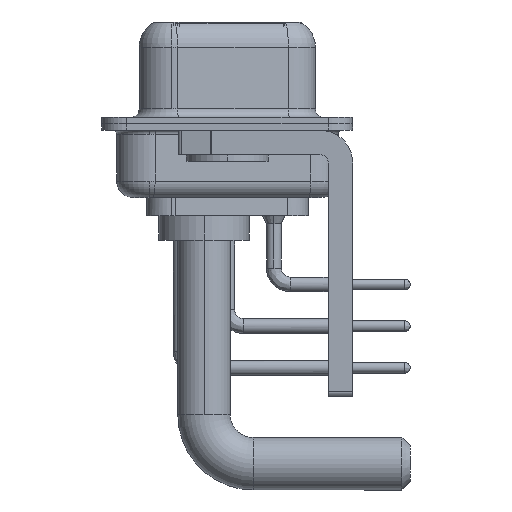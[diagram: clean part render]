
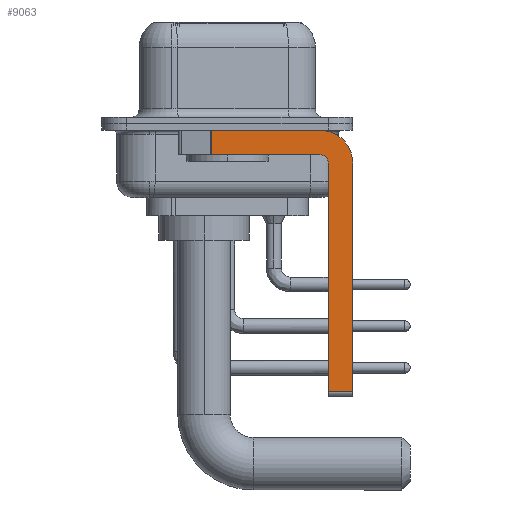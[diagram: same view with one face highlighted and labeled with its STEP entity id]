
A CAD part, left-side view. The second image highlights one B-rep face of the part: STEP entity #9063.
In plain terms, the highlighted planar face has unit normal (-1, 0, 0).
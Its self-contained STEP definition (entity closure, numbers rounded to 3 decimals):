
#148 = CARTESIAN_POINT ( 'NONE',  ( -2.9, -6.15, -2.4 ) ) ;
#709 = VECTOR ( 'NONE', #30190, 1000. ) ;
#805 = CARTESIAN_POINT ( 'NONE',  ( -2.9, -5.65, -2.4 ) ) ;
#1421 = DIRECTION ( 'NONE',  ( 0., -1., 0. ) ) ;
#1923 = DIRECTION ( 'NONE',  ( 0., 0., -1. ) ) ;
#2094 = CARTESIAN_POINT ( 'NONE',  ( -2.9, -7.65, -2.4 ) ) ;
#2734 = VERTEX_POINT ( 'NONE', #6961 ) ;
#2888 = ORIENTED_EDGE ( 'NONE', *, *, #22589, .F. ) ;
#3085 = LINE ( 'NONE', #26485, #15586 ) ;
#3180 = ORIENTED_EDGE ( 'NONE', *, *, #4292, .F. ) ;
#4292 = EDGE_CURVE ( 'NONE', #6360, #2734, #3085, .T. ) ;
#4414 = LINE ( 'NONE', #24977, #709 ) ;
#5129 = AXIS2_PLACEMENT_3D ( 'NONE', #8423, #23772, #8084 ) ;
#5272 = DIRECTION ( 'NONE',  ( 0., -1., 0. ) ) ;
#5368 = EDGE_CURVE ( 'NONE', #26494, #28934, #17108, .T. ) ;
#5501 = EDGE_CURVE ( 'NONE', #15152, #28934, #17943, .T. ) ;
#5727 = EDGE_LOOP ( 'NONE', ( #3180, #11360, #21110, #2888, #31828, #16475, #12392, #29721 ) ) ;
#5906 = VECTOR ( 'NONE', #1923, 1000. ) ;
#6360 = VERTEX_POINT ( 'NONE', #33003 ) ;
#6961 = CARTESIAN_POINT ( 'NONE',  ( -2.9, -5.65, -0.4 ) ) ;
#6997 = VECTOR ( 'NONE', #7176, 1000. ) ;
#7176 = DIRECTION ( 'NONE',  ( 0., 0., 1. ) ) ;
#7351 = CARTESIAN_POINT ( 'NONE',  ( -2.9, -6.15, -16.6 ) ) ;
#7728 = CARTESIAN_POINT ( 'NONE',  ( -2.9, -5.65, -1.9 ) ) ;
#8084 = DIRECTION ( 'NONE',  ( 0., 0., -1. ) ) ;
#8423 = CARTESIAN_POINT ( 'NONE',  ( -2.9, -5.65, -2.4 ) ) ;
#9063 = ADVANCED_FACE ( 'NONE', ( #32279 ), #14443, .F. ) ;
#9097 = EDGE_CURVE ( 'NONE', #26494, #12636, #22370, .T. ) ;
#9578 = DIRECTION ( 'NONE',  ( 0., 0., 1. ) ) ;
#10147 = EDGE_CURVE ( 'NONE', #29965, #22461, #27606, .T. ) ;
#10836 = CARTESIAN_POINT ( 'NONE',  ( -2.9, -7.65, -2.4 ) ) ;
#11101 = DIRECTION ( 'NONE',  ( 1., 0., 0. ) ) ;
#11204 = CARTESIAN_POINT ( 'NONE',  ( -2.9, -7.65, -16.35 ) ) ;
#11360 = ORIENTED_EDGE ( 'NONE', *, *, #20430, .T. ) ;
#12392 = ORIENTED_EDGE ( 'NONE', *, *, #5501, .F. ) ;
#12636 = VERTEX_POINT ( 'NONE', #148 ) ;
#13467 = AXIS2_PLACEMENT_3D ( 'NONE', #805, #11101, #31625 ) ;
#14443 = PLANE ( 'NONE',  #13467 ) ;
#15152 = VERTEX_POINT ( 'NONE', #10836 ) ;
#15586 = VECTOR ( 'NONE', #5272, 1000. ) ;
#16393 = AXIS2_PLACEMENT_3D ( 'NONE', #20039, #25248, #9578 ) ;
#16475 = ORIENTED_EDGE ( 'NONE', *, *, #5368, .T. ) ;
#17108 = LINE ( 'NONE', #24685, #28396 ) ;
#17943 = LINE ( 'NONE', #2094, #5906 ) ;
#18004 = CIRCLE ( 'NONE', #16393, 0.5 ) ;
#18216 = CARTESIAN_POINT ( 'NONE',  ( -2.9, 0.978, -1.9 ) ) ;
#20039 = CARTESIAN_POINT ( 'NONE',  ( -2.9, -5.65, -2.4 ) ) ;
#20430 = EDGE_CURVE ( 'NONE', #6360, #22461, #4414, .T. ) ;
#21110 = ORIENTED_EDGE ( 'NONE', *, *, #10147, .F. ) ;
#22370 = LINE ( 'NONE', #7351, #6997 ) ;
#22461 = VERTEX_POINT ( 'NONE', #18216 ) ;
#22589 = EDGE_CURVE ( 'NONE', #12636, #29965, #18004, .T. ) ;
#23442 = CIRCLE ( 'NONE', #5129, 2. ) ;
#23757 = EDGE_CURVE ( 'NONE', #2734, #15152, #23442, .T. ) ;
#23765 = VECTOR ( 'NONE', #27782, 1000. ) ;
#23772 = DIRECTION ( 'NONE',  ( 1., 0., 0. ) ) ;
#24685 = CARTESIAN_POINT ( 'NONE',  ( -2.9, -5.65, -16.35 ) ) ;
#24977 = CARTESIAN_POINT ( 'NONE',  ( -2.9, 0.978, -1.9 ) ) ;
#25248 = DIRECTION ( 'NONE',  ( -1., 0., 0. ) ) ;
#26485 = CARTESIAN_POINT ( 'NONE',  ( -2.9, 3., -0.4 ) ) ;
#26494 = VERTEX_POINT ( 'NONE', #30214 ) ;
#27606 = LINE ( 'NONE', #7728, #23765 ) ;
#27782 = DIRECTION ( 'NONE',  ( 0., 1., 0. ) ) ;
#28396 = VECTOR ( 'NONE', #1421, 1000. ) ;
#28934 = VERTEX_POINT ( 'NONE', #11204 ) ;
#29721 = ORIENTED_EDGE ( 'NONE', *, *, #23757, .F. ) ;
#29965 = VERTEX_POINT ( 'NONE', #32298 ) ;
#30190 = DIRECTION ( 'NONE',  ( 0., 0., -1. ) ) ;
#30214 = CARTESIAN_POINT ( 'NONE',  ( -2.9, -6.15, -16.35 ) ) ;
#31625 = DIRECTION ( 'NONE',  ( 0., 0., -1. ) ) ;
#31828 = ORIENTED_EDGE ( 'NONE', *, *, #9097, .F. ) ;
#32279 = FACE_OUTER_BOUND ( 'NONE', #5727, .T. ) ;
#32298 = CARTESIAN_POINT ( 'NONE',  ( -2.9, -5.65, -1.9 ) ) ;
#33003 = CARTESIAN_POINT ( 'NONE',  ( -2.9, 0.978, -0.4 ) ) ;
